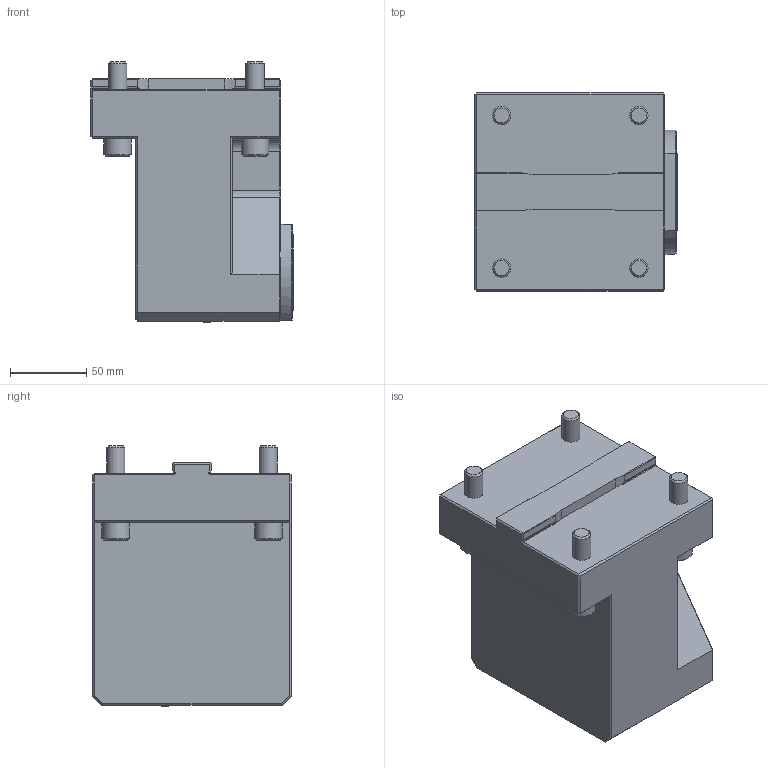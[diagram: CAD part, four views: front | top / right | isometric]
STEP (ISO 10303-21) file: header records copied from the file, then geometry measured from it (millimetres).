
FILE_DESCRIPTION(/* description */ (''),/* implementation_level */ '2;1');
FILE_NAME(/* name */ '1612449709588.stp',/* time_stamp */ '2021-02-04T20:12:05+06:00',/* author */ (''),/* organization */ ('SMS'),/* preprocessor_version */ 'ST-DEVELOPER v16.7',/* originating_system */ 'SIEMENS PLM Software NX 12.0',/* authorisation */ '');
FILE_SCHEMA (('AUTOMOTIVE_DESIGN { 1 0 10303 214 3 1 1 1 }'));
Length unit declared in the file: millimetre
Products named in the file (1): 203358219mod000_00
Bounding box: 132.5 x 130 x 170.55 mm (x, y, z)
Volume: 1895760 mm3; surface area: 116154.8 mm2
Topology: 1 solids, 1 shells, 159 faces, 363 edges, 225 vertices
Faces by surface type: plane 107, cylinder 24, cone 22, sphere 5, bspline 1
Full cylindrical faces by diameter (mm): 3 x1, 12 x4, 18 x4, 50 x1
Entity records: 4564 total; most frequent: CARTESIAN_POINT 1063, DIRECTION 717, ORIENTED_EDGE 658, EDGE_CURVE 329, AXIS2_PLACEMENT_3D 247, LINE 223, VECTOR 223, VERTEX_POINT 216
